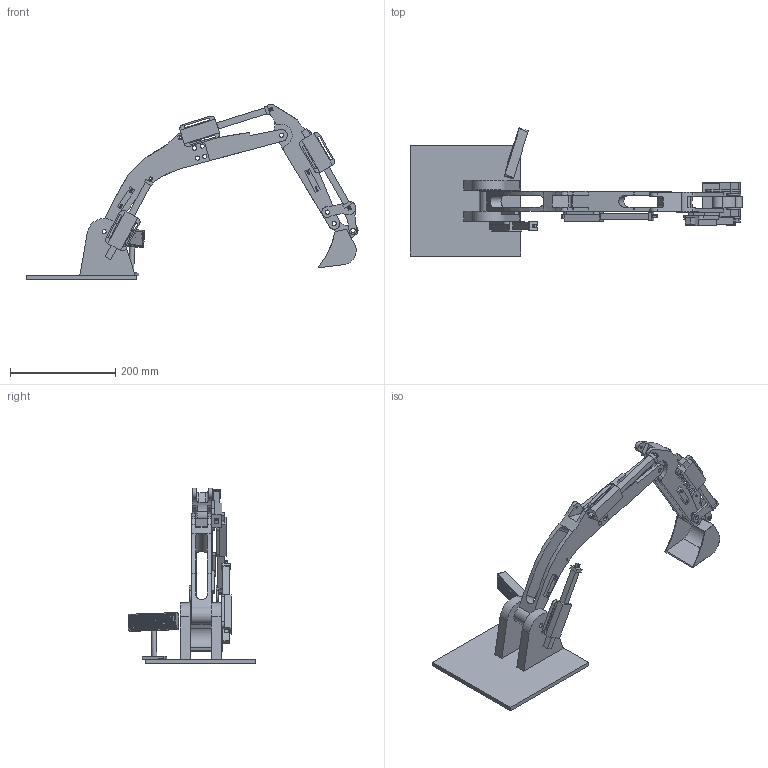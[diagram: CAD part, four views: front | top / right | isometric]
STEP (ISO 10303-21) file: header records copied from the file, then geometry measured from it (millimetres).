
FILE_DESCRIPTION(/* description */ ('STEP AP242','CAx-IF Rec.Pracs.---Representation and Presentation of Product Manufacturing Information (PMI)---4.0---2014-10-13','CAx-IF Rec.Pracs.---3D Tessellated Geometry---0.4---2014-09-14','2;1','CAx-IF Rec.Pracs.---User Defined Attributes---1.5---2016-08-15'),/* implementation_level */ '2;1');
FILE_NAME(/* name */ '690b3257109f27fda7126748',/* time_stamp */ '2025-11-05T11:17:44Z',/* author */ (''),/* organization */ (''),/* preprocessor_version */ 'ST-DEVELOPER v20',/* originating_system */ 'ONSHAPE BY PTC INC, 1.206',/* authorisation */ ' ');
FILE_SCHEMA (('AP242_MANAGED_MODEL_BASED_3D_ENGINEERING_MIM_LF { 1 0 10303 442 1 1 4 }'));
Length unit declared in the file: millimetre
Products named in the file (17): final; excavator_assembly <1>; ROD; Boom; Part 1; ACTUATOR; ConectorBucketArm; CABWITHPLATE; Arm; ConectorsBucket; Bucket; camera_module <1>; glass; camera
Assembly tree (23 placements, depth 3):
  final
    excavator_assembly <1>
      ROD  x3
      Boom
      Part 1  x2
      ACTUATOR  x3
      Boom
      ConectorBucketArm  x2
      CABWITHPLATE
      Arm
      ConectorsBucket  x2
      Bucket
      Bucket
    camera_module <1>
      glass
      camera
      Part 1
Bounding box: 630.74 x 243.11 x 333.86 mm (x, y, z)
Volume: 1515563.1 mm3; surface area: 423860.8 mm2
Topology: 21 solids, 21 shells, 1418 faces, 3495 edges, 2170 vertices
Faces by surface type: cylinder 574, plane 546, torus 174, bspline 98, cone 16, sphere 10
Full cylindrical faces by diameter (mm): 3 x16, 4 x14, 4.1 x6, 7.5 x1, 8 x30, 10 x1
Entity records: 44799 total; most frequent: CARTESIAN_POINT 15746, ORIENTED_EDGE 5966, DIRECTION 5683, EDGE_CURVE 2983, AXIS2_PLACEMENT_3D 2106, VERTEX_POINT 1872, EDGE_LOOP 1497, FACE_BOUND 1497
